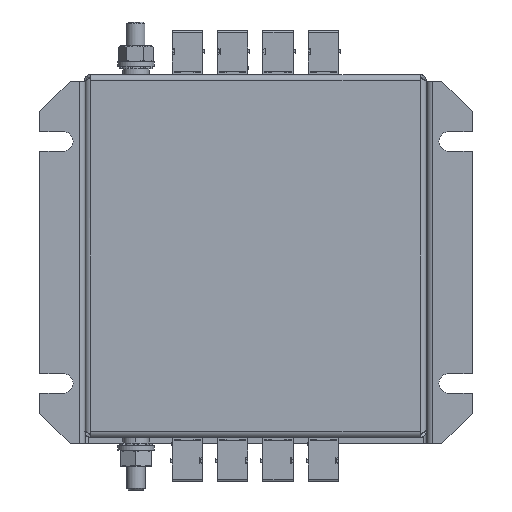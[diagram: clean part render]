
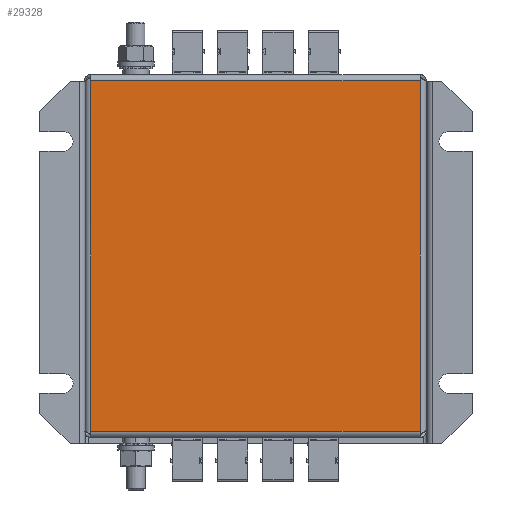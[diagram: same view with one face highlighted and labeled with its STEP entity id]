
A CAD part, front view. The second image highlights one B-rep face of the part: STEP entity #29328.
In plain terms, the highlighted face is planar.
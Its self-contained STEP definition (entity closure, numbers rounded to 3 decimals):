
#107 = DIRECTION ( 'NONE',  ( 0., -1., 0. ) ) ;
#2676 = EDGE_CURVE ( 'NONE', #10927, #23112, #10889, .T. ) ;
#4419 = ORIENTED_EDGE ( 'NONE', *, *, #8979, .F. ) ;
#5679 = CARTESIAN_POINT ( 'NONE',  ( -156.938, 149.078, 158.349 ) ) ;
#6710 = ORIENTED_EDGE ( 'NONE', *, *, #2676, .F. ) ;
#8979 = EDGE_CURVE ( 'NONE', #41592, #10927, #24718, .T. ) ;
#10532 = CARTESIAN_POINT ( 'NONE',  ( -156.938, 149.078, 49.349 ) ) ;
#10889 = LINE ( 'NONE', #21705, #19459 ) ;
#10927 = VERTEX_POINT ( 'NONE', #5679 ) ;
#13420 = FACE_OUTER_BOUND ( 'NONE', #46554, .T. ) ;
#13769 = DIRECTION ( 'NONE',  ( 1., 0., 0. ) ) ;
#14029 = CARTESIAN_POINT ( 'NONE',  ( -40.938, 149.078, 49.349 ) ) ;
#15055 = LINE ( 'NONE', #39067, #38952 ) ;
#15636 = VECTOR ( 'NONE', #24710, 1000. ) ;
#18525 = PLANE ( 'NONE',  #22291 ) ;
#19459 = VECTOR ( 'NONE', #33125, 1000. ) ;
#21705 = CARTESIAN_POINT ( 'NONE',  ( -156.938, 149.078, 49.349 ) ) ;
#21892 = DIRECTION ( 'NONE',  ( -1., 0., 0. ) ) ;
#22202 = CARTESIAN_POINT ( 'NONE',  ( -156.938, 149.078, 158.349 ) ) ;
#22291 = AXIS2_PLACEMENT_3D ( 'NONE', #10532, #107, #43916 ) ;
#23112 = VERTEX_POINT ( 'NONE', #42978 ) ;
#24710 = DIRECTION ( 'NONE',  ( 0., 0., 1. ) ) ;
#24718 = LINE ( 'NONE', #22202, #30990 ) ;
#25297 = LINE ( 'NONE', #14029, #15636 ) ;
#29328 = ADVANCED_FACE ( 'NONE', ( #13420 ), #18525, .F. ) ;
#30990 = VECTOR ( 'NONE', #21892, 1000. ) ;
#33125 = DIRECTION ( 'NONE',  ( 0., 0., -1. ) ) ;
#35714 = CARTESIAN_POINT ( 'NONE',  ( -40.938, 149.078, 158.349 ) ) ;
#36165 = ORIENTED_EDGE ( 'NONE', *, *, #39686, .F. ) ;
#38952 = VECTOR ( 'NONE', #13769, 1000. ) ;
#39067 = CARTESIAN_POINT ( 'NONE',  ( -156.938, 149.078, 49.349 ) ) ;
#39096 = EDGE_CURVE ( 'NONE', #23112, #40669, #15055, .T. ) ;
#39686 = EDGE_CURVE ( 'NONE', #40669, #41592, #25297, .T. ) ;
#40669 = VERTEX_POINT ( 'NONE', #46238 ) ;
#41592 = VERTEX_POINT ( 'NONE', #35714 ) ;
#42978 = CARTESIAN_POINT ( 'NONE',  ( -156.938, 149.078, 49.349 ) ) ;
#43450 = ORIENTED_EDGE ( 'NONE', *, *, #39096, .F. ) ;
#43916 = DIRECTION ( 'NONE',  ( 0., 0., -1. ) ) ;
#46238 = CARTESIAN_POINT ( 'NONE',  ( -40.938, 149.078, 49.349 ) ) ;
#46554 = EDGE_LOOP ( 'NONE', ( #43450, #6710, #4419, #36165 ) ) ;
